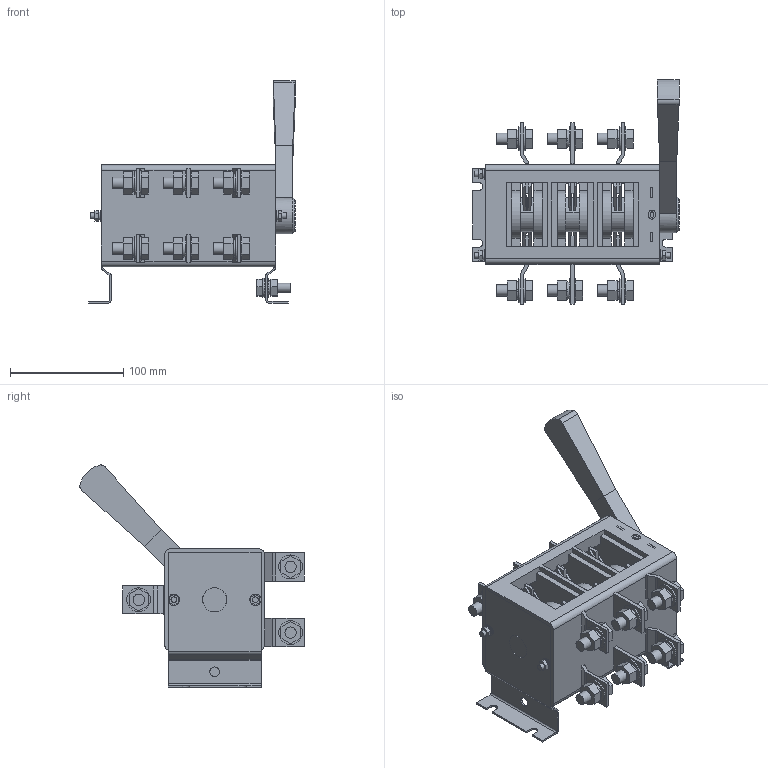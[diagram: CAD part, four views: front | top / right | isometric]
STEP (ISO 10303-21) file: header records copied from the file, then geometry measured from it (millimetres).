
FILE_DESCRIPTION (( 'STEP AP214' ), '1' );
FILE_NAME ('SRK01-200-250 Âûêëþ÷àòåëü-ðàçúåäèíèòåëü ÂÐ32È-35À70220 250À IEK.STEP', '2018-05-17T12:39:02', ( '' ), ( '' ), 'SwSTEP 2.0', 'SolidWorks 2014', '' );
FILE_SCHEMA (( 'AUTOMOTIVE_DESIGN' ));
Length unit declared in the file: millimetre
Products named in the file (1): SRK01-200-250 Âûêëþ÷àòåëü-ðàçúåäèíèòåëü ÂÐ32È-35À70220  250À IEK
Bounding box: 182.25 x 197.94 x 195.94 mm (x, y, z)
Volume: 954389 mm3; surface area: 239619.7 mm2
Topology: 22 solids, 22 shells, 1058 faces, 2827 edges, 1861 vertices
Faces by surface type: plane 793, cylinder 258, bspline 5, cone 1, torus 1
Full cylindrical faces by diameter (mm): 5 x8, 5.2 x4, 8 x2, 8.2 x3, 8.5 x2, 10 x22, 10.3 x18, 11.2 x9, 11.364 x1, 12.5 x1, 17 x3, 18 x1, 21 x18, 21.3 x2, 21.5 x2, 22.3 x1
Entity records: 32440 total; most frequent: CARTESIAN_POINT 5862, ORIENTED_EDGE 5382, DIRECTION 5302, EDGE_CURVE 2691, VECTOR 2054, LINE 2054, VERTEX_POINT 1826, AXIS2_PLACEMENT_3D 1624
